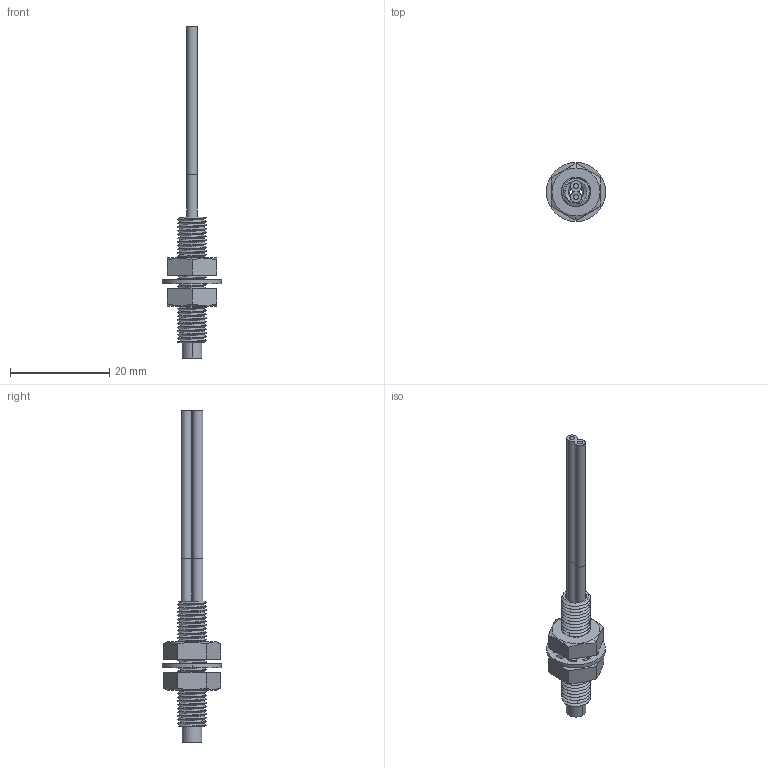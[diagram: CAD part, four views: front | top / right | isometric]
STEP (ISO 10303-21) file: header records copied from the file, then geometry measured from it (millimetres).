
FILE_DESCRIPTION((''),'2;1');
FILE_NAME('193993_ASM','2016-03-22T',('PDMAdmin'),(''),'PRO/ENGINEER BY PARAMETRIC TECHNOLOGY CORPORATION, 2013230','PRO/ENGINEER BY PARAMETRIC TECHNOLOGY CORPORATION, 2013230','');
FILE_SCHEMA(('CONFIG_CONTROL_DESIGN'));
Length unit declared in the file: inch
Products named in the file (9): 39371; 10147; FIBER_CORE_1MM; 10147_BARE_CORE67; 10147_ASM; 08395; 08398_M6X0_75_HEX_JAM_NUT_SS_; 29051_ASM; 193993_ASM
Assembly tree (11 placements, depth 4):
  193993_ASM
    29051_ASM
      39371
      10147_ASM
        10147
        FIBER_CORE_1MM  x2
        10147_BARE_CORE67  x2
      08395
      08398_M6X0_75_HEX_JAM_NUT_SS_  x2
Bounding box: 11.92 x 11.92 x 67.02 mm (x, y, z)
Volume: 1254.5 mm3; surface area: 3467.6 mm2
Topology: 9 solids, 9 shells, 295 faces, 735 edges, 459 vertices
Faces by surface type: cylinder 150, cone 62, plane 51, bspline 24, torus 8
Entity records: 14025 total; most frequent: CARTESIAN_POINT 8072, ORIENTED_EDGE 1262, DIRECTION 1141, EDGE_CURVE 631, AXIS2_PLACEMENT_3D 439, VERTEX_POINT 401, VECTOR 263, LINE 263
